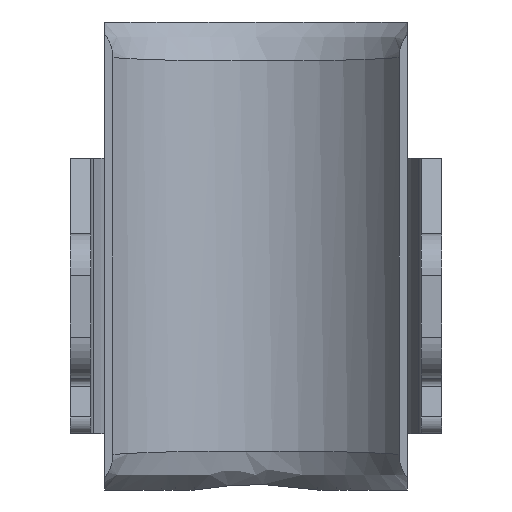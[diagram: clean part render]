
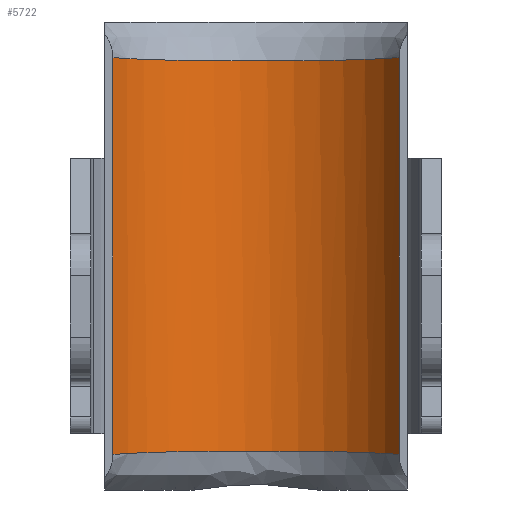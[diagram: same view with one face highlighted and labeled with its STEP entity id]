
A CAD part, front view. The second image highlights one B-rep face of the part: STEP entity #5722.
In plain terms, the highlighted cylindrical face has radius 12 mm (diameter 24 mm), a partial arc.
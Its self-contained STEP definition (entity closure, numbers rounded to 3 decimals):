
#177 = FACE_OUTER_BOUND ( 'NONE', #4505, .T. ) ;
#250 = DIRECTION ( 'NONE',  ( -1., 0., 0. ) ) ;
#258 = LINE ( 'NONE', #5054, #3144 ) ;
#334 = CARTESIAN_POINT ( 'NONE',  ( 8.3, -3.33, 14.293 ) ) ;
#367 = CARTESIAN_POINT ( 'NONE',  ( -2.099, -0.139, 14.176 ) ) ;
#417 = CARTESIAN_POINT ( 'NONE',  ( -7.719, -2.797, -14.272 ) ) ;
#450 = CARTESIAN_POINT ( 'NONE',  ( 5.088, -1.12, -14.209 ) ) ;
#731 = CARTESIAN_POINT ( 'NONE',  ( 10.392, -6., -14.417 ) ) ;
#770 = DIRECTION ( 'NONE',  ( 0., 0., -1. ) ) ;
#815 = CARTESIAN_POINT ( 'NONE',  ( -10.392, -6., 14.417 ) ) ;
#857 = CARTESIAN_POINT ( 'NONE',  ( 7.715, -2.805, 14.272 ) ) ;
#875 = CARTESIAN_POINT ( 'NONE',  ( -4.12, -0.717, 14.195 ) ) ;
#939 = ORIENTED_EDGE ( 'NONE', *, *, #5542, .T. ) ;
#943 = CARTESIAN_POINT ( 'NONE',  ( -6.447, -1.866, -14.236 ) ) ;
#960 = CARTESIAN_POINT ( 'NONE',  ( 6.459, -1.873, -14.236 ) ) ;
#1349 = CARTESIAN_POINT ( 'NONE',  ( 10.128, -5.542, 14.394 ) ) ;
#1364 = CARTESIAN_POINT ( 'NONE',  ( 6.882, -2.156, 14.246 ) ) ;
#1392 = CARTESIAN_POINT ( 'NONE',  ( -5.556, -1.351, 14.217 ) ) ;
#1437 = AXIS2_PLACEMENT_3D ( 'NONE', #2795, #770, #250 ) ;
#1449 = CARTESIAN_POINT ( 'NONE',  ( -5.076, -1.114, -14.209 ) ) ;
#1478 = CARTESIAN_POINT ( 'NONE',  ( 7.521, -2.645, -14.266 ) ) ;
#1551 = ORIENTED_EDGE ( 'NONE', *, *, #4812, .F. ) ;
#1742 = VERTEX_POINT ( 'NONE', #731 ) ;
#1754 = ORIENTED_EDGE ( 'NONE', *, *, #5295, .T. ) ;
#1876 = CARTESIAN_POINT ( 'NONE',  ( 5.544, -1.345, 14.217 ) ) ;
#1899 = CARTESIAN_POINT ( 'NONE',  ( -6.894, -2.164, 14.247 ) ) ;
#1932 = CARTESIAN_POINT ( 'NONE',  ( -10.392, -6., -14.417 ) ) ;
#1960 = CARTESIAN_POINT ( 'NONE',  ( -3.603, -0.542, -14.189 ) ) ;
#1981 = CARTESIAN_POINT ( 'NONE',  ( 8.119, -3.16, -14.286 ) ) ;
#2384 = CARTESIAN_POINT ( 'NONE',  ( 4.106, -0.712, 14.195 ) ) ;
#2407 = CARTESIAN_POINT ( 'NONE',  ( -8.126, -3.155, 14.286 ) ) ;
#2468 = CARTESIAN_POINT ( 'NONE',  ( -1.05, 0.001, -14.172 ) ) ;
#2487 = CARTESIAN_POINT ( 'NONE',  ( 9.23, -4.26, -14.333 ) ) ;
#2795 = CARTESIAN_POINT ( 'NONE',  ( 0., -12., 17. ) ) ;
#2861 = ORIENTED_EDGE ( 'NONE', *, *, #3010, .T. ) ;
#2882 = CARTESIAN_POINT ( 'NONE',  ( 9.834, -5.104, 14.373 ) ) ;
#2906 = CARTESIAN_POINT ( 'NONE',  ( 2.085, -0.136, 14.176 ) ) ;
#2935 = CARTESIAN_POINT ( 'NONE',  ( -9.864, -5.085, 14.37 ) ) ;
#2967 = CARTESIAN_POINT ( 'NONE',  ( -9.198, -4.275, -14.334 ) ) ;
#2980 = DIRECTION ( 'NONE',  ( 0., 0., -1. ) ) ;
#2994 = CARTESIAN_POINT ( 'NONE',  ( 2.099, -0.139, -14.176 ) ) ;
#3010 = EDGE_CURVE ( 'NONE', #5585, #1742, #6556, .T. ) ;
#3020 = CARTESIAN_POINT ( 'NONE',  ( 10.392, -6., -14.417 ) ) ;
#3144 = VECTOR ( 'NONE', #2980, 1000. ) ;
#3215 = VECTOR ( 'NONE', #4241, 1000. ) ;
#3406 = CARTESIAN_POINT ( 'NONE',  ( 8.854, -3.883, 14.317 ) ) ;
#3423 = CARTESIAN_POINT ( 'NONE',  ( -1.065, -0.001, 14.172 ) ) ;
#3461 = VERTEX_POINT ( 'NONE', #815 ) ;
#3490 = CARTESIAN_POINT ( 'NONE',  ( -8.116, -3.145, -14.286 ) ) ;
#3508 = CARTESIAN_POINT ( 'NONE',  ( 4.119, -0.717, -14.195 ) ) ;
#3926 = CARTESIAN_POINT ( 'NONE',  ( 8.109, -3.151, 14.286 ) ) ;
#3940 = CARTESIAN_POINT ( 'NONE',  ( -3.617, -0.546, 14.189 ) ) ;
#3961 = B_SPLINE_CURVE_WITH_KNOTS ( 'NONE', 3,
 ( #4935, #1349, #2882, #6491, #3406, #334, #3926, #857, #4436, #1364, #4960, #1876, #5474, #2384, #6000, #2906, #6508, #3423, #367, #3940, #875, #4464, #1392, #4974, #1899, #5503, #2407, #6018, #2935, #6533 ),
 .UNSPECIFIED., .F., .F.,
 ( 4, 2, 2, 2, 2, 2, 2, 2, 2, 2, 2, 2, 2, 2, 4 ),
 ( 0., 0.002, 0.003, 0.004, 0.005, 0.006, 0.008, 0.01, 0.013, 0.016, 0.017, 0.019, 0.021, 0.022, 0.025 ),
 .UNSPECIFIED. ) ;
#4005 = CARTESIAN_POINT ( 'NONE',  ( -6.883, -2.156, -14.246 ) ) ;
#4025 = CARTESIAN_POINT ( 'NONE',  ( 5.556, -1.351, -14.217 ) ) ;
#4091 = CARTESIAN_POINT ( 'NONE',  ( 10.392, -6., 14.417 ) ) ;
#4241 = DIRECTION ( 'NONE',  ( 0., 0., -1. ) ) ;
#4264 = CARTESIAN_POINT ( 'NONE',  ( -10.392, -6., -14.417 ) ) ;
#4436 = CARTESIAN_POINT ( 'NONE',  ( 7.51, -2.637, 14.265 ) ) ;
#4464 = CARTESIAN_POINT ( 'NONE',  ( -5.089, -1.12, 14.209 ) ) ;
#4505 = EDGE_LOOP ( 'NONE', ( #939, #2861, #1551, #1754 ) ) ;
#4526 = CARTESIAN_POINT ( 'NONE',  ( -5.544, -1.345, -14.217 ) ) ;
#4549 = CARTESIAN_POINT ( 'NONE',  ( 6.894, -2.164, -14.247 ) ) ;
#4593 = LINE ( 'NONE', #5265, #3215 ) ;
#4812 = EDGE_CURVE ( 'NONE', #6611, #1742, #258, .T. ) ;
#4935 = CARTESIAN_POINT ( 'NONE',  ( 10.392, -6., 14.417 ) ) ;
#4960 = CARTESIAN_POINT ( 'NONE',  ( 6.447, -1.866, 14.236 ) ) ;
#4974 = CARTESIAN_POINT ( 'NONE',  ( -6.459, -1.873, 14.236 ) ) ;
#5046 = CARTESIAN_POINT ( 'NONE',  ( -4.107, -0.712, -14.195 ) ) ;
#5054 = CARTESIAN_POINT ( 'NONE',  ( 10.392, -6., 17. ) ) ;
#5060 = CARTESIAN_POINT ( 'NONE',  ( 7.725, -2.814, -14.272 ) ) ;
#5265 = CARTESIAN_POINT ( 'NONE',  ( -10.392, -6., 17. ) ) ;
#5295 = EDGE_CURVE ( 'NONE', #6611, #3461, #3961, .T. ) ;
#5313 = CYLINDRICAL_SURFACE ( 'NONE', #1437, 12. ) ;
#5474 = CARTESIAN_POINT ( 'NONE',  ( 5.076, -1.114, 14.209 ) ) ;
#5503 = CARTESIAN_POINT ( 'NONE',  ( -7.73, -2.806, 14.272 ) ) ;
#5538 = CARTESIAN_POINT ( 'NONE',  ( -10.128, -5.542, -14.394 ) ) ;
#5542 = EDGE_CURVE ( 'NONE', #3461, #5585, #4593, .T. ) ;
#5559 = CARTESIAN_POINT ( 'NONE',  ( -2.085, -0.136, -14.176 ) ) ;
#5585 = VERTEX_POINT ( 'NONE', #4264 ) ;
#5590 = CARTESIAN_POINT ( 'NONE',  ( 8.31, -3.339, -14.294 ) ) ;
#5722 = ADVANCED_FACE ( 'NONE', ( #177 ), #5313, .F. ) ;
#6000 = CARTESIAN_POINT ( 'NONE',  ( 3.603, -0.542, 14.189 ) ) ;
#6018 = CARTESIAN_POINT ( 'NONE',  ( -9.23, -4.261, 14.333 ) ) ;
#6058 = CARTESIAN_POINT ( 'NONE',  ( -9.834, -5.104, -14.373 ) ) ;
#6085 = CARTESIAN_POINT ( 'NONE',  ( 1.065, -0.001, -14.172 ) ) ;
#6103 = CARTESIAN_POINT ( 'NONE',  ( 9.864, -5.085, -14.37 ) ) ;
#6491 = CARTESIAN_POINT ( 'NONE',  ( 9.198, -4.275, 14.334 ) ) ;
#6508 = CARTESIAN_POINT ( 'NONE',  ( 1.051, 0.001, 14.172 ) ) ;
#6533 = CARTESIAN_POINT ( 'NONE',  ( -10.392, -6., 14.417 ) ) ;
#6556 = B_SPLINE_CURVE_WITH_KNOTS ( 'NONE', 3,
 ( #1932, #5538, #6058, #2967, #6578, #3490, #417, #4005, #943, #4526, #1449, #5046, #1960, #5559, #2468, #6085, #2994, #6592, #3508, #450, #4025, #960, #4549, #1478, #5060, #1981, #5590, #2487, #6103, #3020 ),
 .UNSPECIFIED., .F., .F.,
 ( 4, 2, 2, 2, 2, 2, 2, 2, 2, 2, 2, 2, 2, 2, 4 ),
 ( 0., 0.002, 0.003, 0.005, 0.006, 0.008, 0.01, 0.013, 0.016, 0.017, 0.019, 0.021, 0.021, 0.022, 0.025 ),
 .UNSPECIFIED. ) ;
#6578 = CARTESIAN_POINT ( 'NONE',  ( -8.854, -3.883, -14.317 ) ) ;
#6592 = CARTESIAN_POINT ( 'NONE',  ( 3.616, -0.546, -14.189 ) ) ;
#6611 = VERTEX_POINT ( 'NONE', #4091 ) ;
